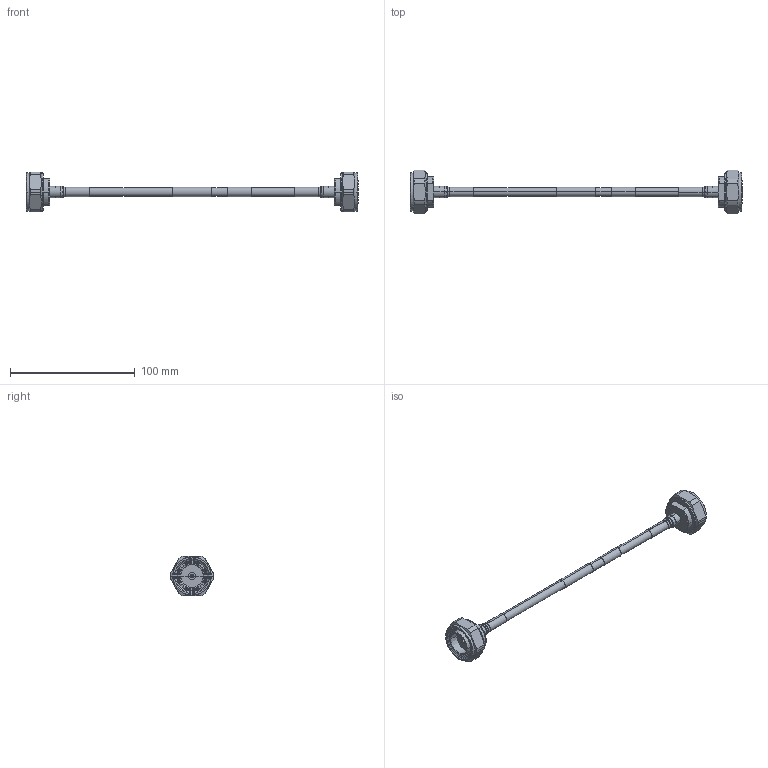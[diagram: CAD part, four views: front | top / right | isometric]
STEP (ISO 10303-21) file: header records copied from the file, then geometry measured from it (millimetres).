
FILE_DESCRIPTION (( 'STEP AP214' ), '1' );
FILE_NAME ('FMCA1305_3D.step', '2025-07-24T19:31:09', ( '' ), ( '' ), 'SwSTEP 2.0', 'SolidWorks 2022', '' );
FILE_SCHEMA (( 'AUTOMOTIVE_DESIGN' ));
Length unit declared in the file: inch
Products named in the file (4): Coax Cable^FMCA1305_LABEL+PE PIM; FMCA1305_3D; FMCN1439; Heat Shrink^FMCA1305
Assembly tree (5 placements, depth 2):
  FMCA1305_3D
    Coax Cable^FMCA1305_LABEL+PE PIM
    FMCN1439  x2
    Heat Shrink^FMCA1305  x2
Bounding box: 266.59 x 34.98 x 32.12 mm (x, y, z)
Volume: 31055 mm3; surface area: 21591.4 mm2
Topology: 7 solids, 7 shells, 362 faces, 764 edges, 428 vertices
Faces by surface type: cone 180, cylinder 104, plane 42, torus 36
Entity records: 5388 total; most frequent: DIRECTION 991, CARTESIAN_POINT 938, ORIENTED_EDGE 794, AXIS2_PLACEMENT_3D 417, EDGE_CURVE 397, VERTEX_POINT 224, CIRCLE 220, EDGE_LOOP 201
